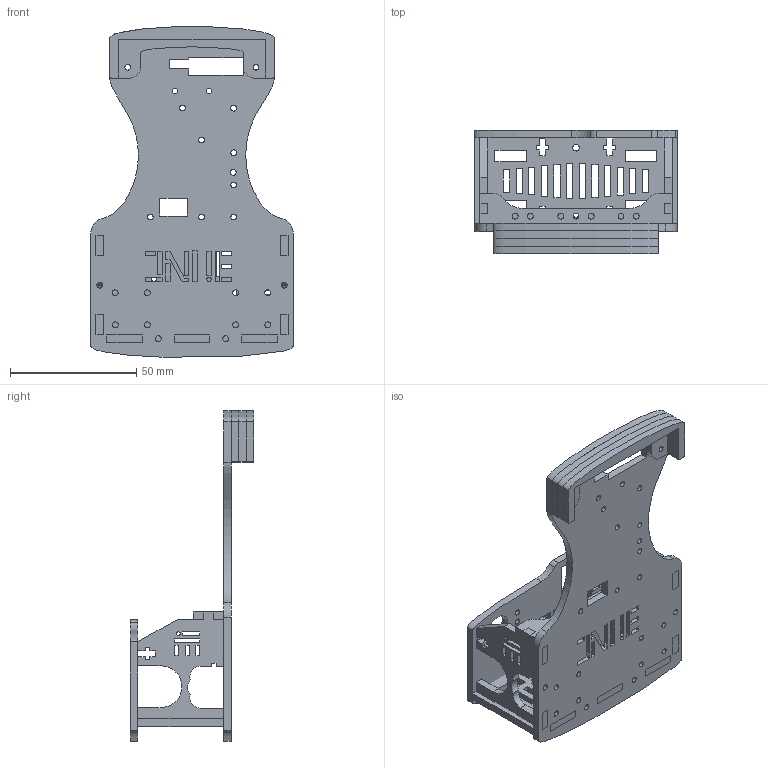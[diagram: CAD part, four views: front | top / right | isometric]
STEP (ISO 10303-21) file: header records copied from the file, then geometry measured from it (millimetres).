
FILE_DESCRIPTION (( 'STEP AP203' ), '1' );
FILE_NAME ('bare-chassis.STEP', '2019-10-04T14:09:41', ( '' ), ( '' ), 'SwSTEP 2.0', 'SolidWorks 2018', '' );
FILE_SCHEMA (( 'CONFIG_CONTROL_DESIGN' ));
Length unit declared in the file: millimetre
Products named in the file (8): chariot-side-walls; chariot-base; chariot-front-wall; chariot-led-shroud2; bare-chassis; chariot-back-wall; chariot-top; chariot-led-shroud
Assembly tree (9 placements, depth 2):
  bare-chassis
    chariot-base
    chariot-back-wall
    chariot-top
    chariot-side-walls  x2
    chariot-front-wall
    chariot-led-shroud
    chariot-led-shroud2  x2
Bounding box: 80 x 49 x 130.71 mm (x, y, z)
Volume: 49189.8 mm3; surface area: 45731.9 mm2
Topology: 9 solids, 9 shells, 650 faces, 1896 edges, 1264 vertices
Faces by surface type: plane 509, cylinder 130, bspline 11
Entity records: 19952 total; most frequent: CARTESIAN_POINT 3478, ORIENTED_EDGE 3300, DIRECTION 3000, EDGE_CURVE 1650, VECTOR 1392, LINE 1392, VERTEX_POINT 1100, AXIS2_PLACEMENT_3D 804
